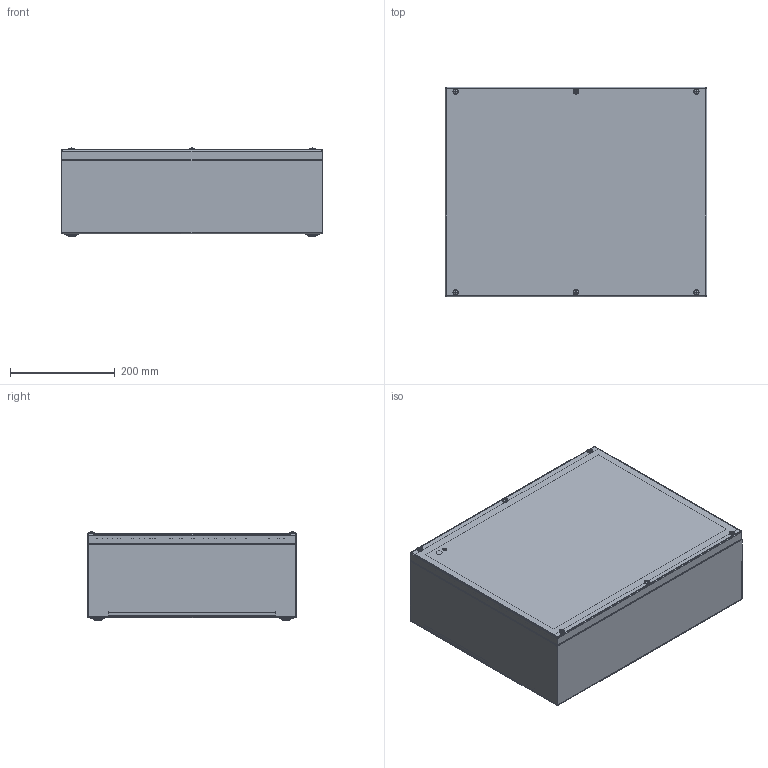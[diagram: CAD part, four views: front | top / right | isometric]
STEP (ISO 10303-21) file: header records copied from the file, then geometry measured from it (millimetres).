
FILE_DESCRIPTION(('FreeCAD Model'),'2;1');
FILE_NAME('500400161.STEP','2026-03-24T12:31:35',('Author'),(''), 'Open CASCADE STEP processor 7.3','FreeCAD','Unknown');
FILE_SCHEMA(('AUTOMOTIVE_DESIGN { 1 0 10303 214 1 1 1 1 }'));
Length unit declared in the file: millimetre
Products named in the file (13): 500400161; 56085; 42013; 86003_Bl.1,030; 42112001; 56126; 42037; 82410_37504016; 41070005; 93344005; 93379; 94753003; 92081001
Assembly tree (32 placements, depth 3):
  500400161
    56085
      42013
      86003_Bl.1,030  x6
      42112001  x2
    56126
      42037
      82410_37504016
      41070005  x6
      93344005  x6
      93379
    94753003  x4
    92081001  x2
Bounding box: 500 x 400 x 168.47 mm (x, y, z)
Volume: 1143750.4 mm3; surface area: 1610405 mm2
Topology: 30 solids, 30 shells, 895 faces, 1914 edges, 1136 vertices
Faces by surface type: plane 399, cylinder 290, bspline 80, cone 66, sphere 28, torus 28, revolution 4
Full cylindrical faces by diameter (mm): 4.2 x12, 4.7 x2, 5 x58, 5.9 x6, 6 x1, 7 x18, 8 x14, 8.5 x4, 9 x6, 10 x10, 10.4 x6, 12 x1, 14 x4
Entity records: 17152 total; most frequent: CARTESIAN_POINT 5231, ORIENTED_EDGE 2240, DIRECTION 2144, EDGE_CURVE 1120, AXIS2_PLACEMENT_3D 791, VERTEX_POINT 647, FACE_BOUND 623, EDGE_LOOP 623
